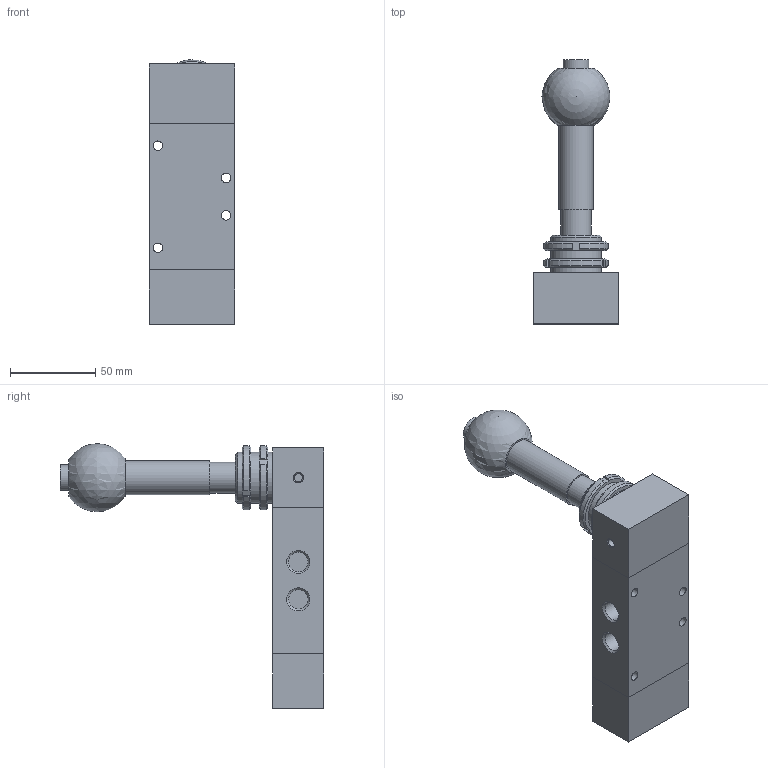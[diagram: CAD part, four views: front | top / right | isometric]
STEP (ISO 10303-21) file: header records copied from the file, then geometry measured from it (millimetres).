
FILE_DESCRIPTION((''),'2;1');
FILE_NAME('224_53_##_9_2.stp','2006-12-20T11:55:52',('rivolro1'),(''),'Autodesk Inventor 11','Autodesk Inventor 11','');
FILE_SCHEMA(('AUTOMOTIVE_DESIGN { 1 0 10303 214 1 1 1 1 }'));
Length unit declared in the file: millimetre
Products named in the file (3): 224_53_##_9_2; RS-105-28
Assembly tree (3 placements, depth 2):
  224_53_##_9_2
    224_53_##_9_2
    RS-105-28  x2
Bounding box: 50 x 155 x 155.5 mm (x, y, z)
Volume: 292325.6 mm3; surface area: 45782.1 mm2
Topology: 3 solids, 3 shells, 98 faces, 226 edges, 148 vertices
Faces by surface type: plane 44, bspline 22, cone 16, cylinder 15, sphere 1
Full cylindrical faces by diameter (mm): 4.917 x1, 5.5 x4, 15 x1, 18 x1, 20 x1, 30 x1
Entity records: 2177 total; most frequent: CARTESIAN_POINT 599, DIRECTION 300, ORIENTED_EDGE 268, EDGE_CURVE 134, EDGE_LOOP 126, AXIS2_PLACEMENT_3D 117, VERTEX_POINT 104, FACE_OUTER_BOUND 75
